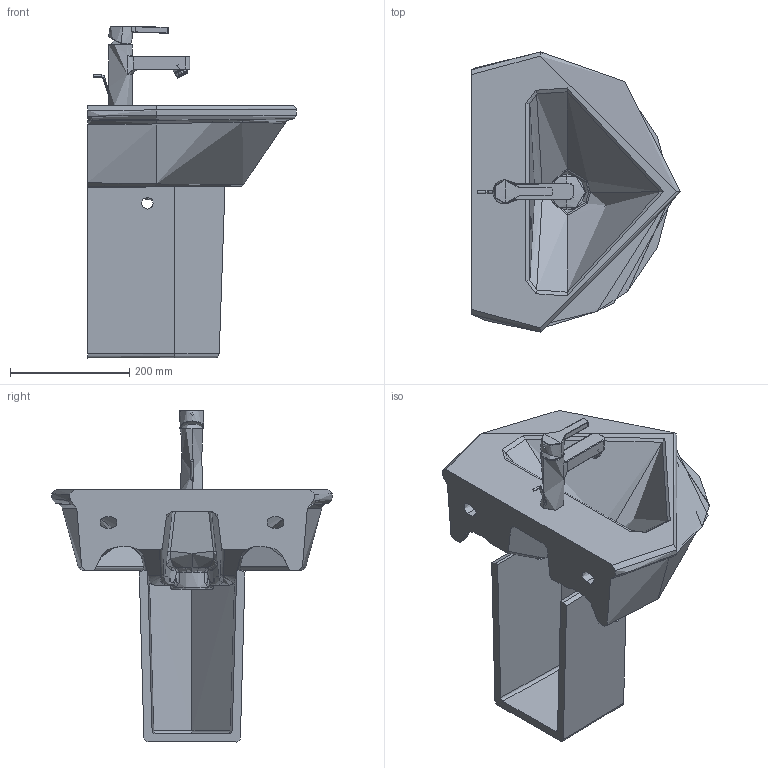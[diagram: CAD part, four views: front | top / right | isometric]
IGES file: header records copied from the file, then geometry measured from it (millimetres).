
Global section: file name: No Iges File Name specified; native system: Autodesk Inventor 2011; preprocessor: AutoDesk Inventor Iges Exporter R2011; author: Administrator; date: 20110518.180951; units: millimetre
Bounding box: 349.75 x 469.33 x 555.88 mm (x, y, z)
Volume: 9356290.5 mm3
Topology: 4 solids, 4 shells, 758 faces, 3866 edges, 3541 vertices
Faces by surface type: plane 355, bspline 202, revolution 163, cylinder 26, torus 8, cone 4
